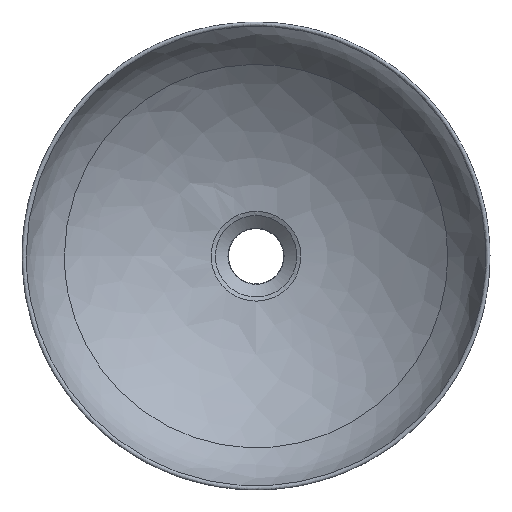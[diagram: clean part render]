
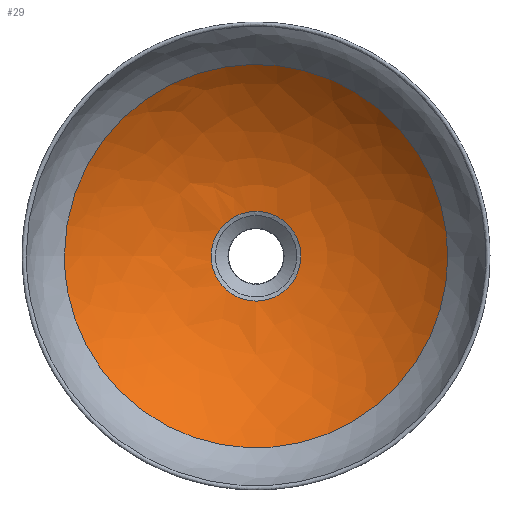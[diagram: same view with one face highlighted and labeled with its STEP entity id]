
A CAD part, top view. The second image highlights one B-rep face of the part: STEP entity #29.
In plain terms, the highlighted free-form (B-spline) face has degree [3, 2] with [4, 9] control points.
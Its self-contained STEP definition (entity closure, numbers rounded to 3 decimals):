
#29=ADVANCED_FACE('',(#50),#282,.T.);
#50=FACE_OUTER_BOUND('',#71,.T.);
#71=EDGE_LOOP('',(#137,#138,#139,#140));
#137=ORIENTED_EDGE('',*,*,#193,.T.);
#138=ORIENTED_EDGE('',*,*,#180,.F.);
#139=ORIENTED_EDGE('',*,*,#193,.F.);
#140=ORIENTED_EDGE('',*,*,#192,.T.);
#180=EDGE_CURVE('',#255,#255,#226,.T.);
#192=EDGE_CURVE('',#262,#262,#236,.T.);
#193=EDGE_CURVE('',#262,#255,#237,.T.);
#226=(
BOUNDED_CURVE()
B_SPLINE_CURVE(2,(#1061,#1062,#1063,#1064,#1065,#1066,#1067,#1068,#1069),
 .UNSPECIFIED.,.T.,.F.)
B_SPLINE_CURVE_WITH_KNOTS((3,2,2,2,3),(-1202.575,-901.931,
-601.287,-300.644,0.),.UNSPECIFIED.)
CURVE()
GEOMETRIC_REPRESENTATION_ITEM()
RATIONAL_B_SPLINE_CURVE((1.,0.682,0.929,0.657,
0.929,0.657,0.929,0.682,
1.))
REPRESENTATION_ITEM('')
);
#236=(
BOUNDED_CURVE()
B_SPLINE_CURVE(2,(#1132,#1133,#1134,#1135,#1136,#1137,#1138,#1139,#1140),
 .UNSPECIFIED.,.T.,.F.)
B_SPLINE_CURVE_WITH_KNOTS((3,2,2,2,3),(-234.706,-176.03,
-117.353,-58.677,0.),.UNSPECIFIED.)
CURVE()
GEOMETRIC_REPRESENTATION_ITEM()
RATIONAL_B_SPLINE_CURVE((1.,0.707,1.,0.707,1.,0.707,
1.,0.707,1.))
REPRESENTATION_ITEM('')
);
#237=(
BOUNDED_CURVE()
B_SPLINE_CURVE(3,(#1141,#1142,#1143,#1144),.UNSPECIFIED.,.F.,.F.)
B_SPLINE_CURVE_WITH_KNOTS((4,4),(78.73,207.542),
 .UNSPECIFIED.)
CURVE()
GEOMETRIC_REPRESENTATION_ITEM()
RATIONAL_B_SPLINE_CURVE((1.,0.975,0.976,1.))
REPRESENTATION_ITEM('')
);
#255=VERTEX_POINT('',#928);
#262=VERTEX_POINT('',#935);
#282=(
BOUNDED_SURFACE()
B_SPLINE_SURFACE(3,2,((#764,#765,#766,#767,#768,#769,#770,#771,#772),(#773,
#774,#775,#776,#777,#778,#779,#780,#781),(#782,#783,#784,#785,#786,#787,
#788,#789,#790),(#791,#792,#793,#794,#795,#796,#797,#798,#799)),
 .UNSPECIFIED.,.F.,.F.,.F.)
B_SPLINE_SURFACE_WITH_KNOTS((4,4),(3,2,2,2,3),(78.73,207.542),
(0.,250.703,501.405,752.108,1002.81),
 .UNSPECIFIED.)
GEOMETRIC_REPRESENTATION_ITEM()
RATIONAL_B_SPLINE_SURFACE(((0.999,0.707,0.999,
0.707,0.999,0.707,0.999,
0.707,0.999),(0.978,0.692,
0.978,0.692,0.978,0.692,
0.978,0.692,0.978),(0.982,
0.694,0.982,0.694,0.982,
0.694,0.982,0.694,0.982),
(1.01,0.714,1.01,0.714,
1.01,0.714,1.01,0.714,1.01)))
REPRESENTATION_ITEM('')
SURFACE()
);
#764=CARTESIAN_POINT('',(12046.961,1341.326,-4215.425));
#765=CARTESIAN_POINT('',(12046.961,1303.971,-4215.425));
#766=CARTESIAN_POINT('',(12084.316,1303.971,-4215.425));
#767=CARTESIAN_POINT('',(12121.67,1303.971,-4215.425));
#768=CARTESIAN_POINT('',(12121.67,1341.326,-4215.425));
#769=CARTESIAN_POINT('',(12121.67,1378.681,-4215.425));
#770=CARTESIAN_POINT('',(12084.315,1378.681,-4215.425));
#771=CARTESIAN_POINT('',(12046.961,1378.681,-4215.425));
#772=CARTESIAN_POINT('',(12046.961,1341.326,-4215.425));
#773=CARTESIAN_POINT('',(12003.535,1341.326,-4213.314));
#774=CARTESIAN_POINT('',(12003.535,1260.546,-4213.314));
#775=CARTESIAN_POINT('',(12084.316,1260.546,-4213.314));
#776=CARTESIAN_POINT('',(12165.096,1260.546,-4213.314));
#777=CARTESIAN_POINT('',(12165.096,1341.326,-4213.314));
#778=CARTESIAN_POINT('',(12165.096,1422.107,-4213.314));
#779=CARTESIAN_POINT('',(12084.315,1422.106,-4213.314));
#780=CARTESIAN_POINT('',(12003.535,1422.106,-4213.314));
#781=CARTESIAN_POINT('',(12003.535,1341.326,-4213.314));
#782=CARTESIAN_POINT('',(11952.189,1341.326,-4185.22));
#783=CARTESIAN_POINT('',(11952.189,1209.2,-4185.22));
#784=CARTESIAN_POINT('',(12084.315,1209.2,-4185.22));
#785=CARTESIAN_POINT('',(12216.442,1209.199,-4185.22));
#786=CARTESIAN_POINT('',(12216.442,1341.326,-4185.22));
#787=CARTESIAN_POINT('',(12216.442,1473.452,-4185.22));
#788=CARTESIAN_POINT('',(12084.316,1473.453,-4185.22));
#789=CARTESIAN_POINT('',(11952.189,1473.453,-4185.22));
#790=CARTESIAN_POINT('',(11952.189,1341.326,-4185.22));
#791=CARTESIAN_POINT('',(11924.713,1341.326,-4158.76));
#792=CARTESIAN_POINT('',(11924.713,1181.724,-4158.76));
#793=CARTESIAN_POINT('',(12084.315,1181.724,-4158.76));
#794=CARTESIAN_POINT('',(12243.918,1181.724,-4158.76));
#795=CARTESIAN_POINT('',(12243.918,1341.326,-4158.76));
#796=CARTESIAN_POINT('',(12243.918,1500.928,-4158.76));
#797=CARTESIAN_POINT('',(12084.316,1500.928,-4158.76));
#798=CARTESIAN_POINT('',(11924.713,1500.928,-4158.76));
#799=CARTESIAN_POINT('',(11924.713,1341.326,-4158.76));
#928=CARTESIAN_POINT('',(11924.713,1341.326,-4158.76));
#935=CARTESIAN_POINT('',(12046.961,1341.326,-4215.425));
#1061=CARTESIAN_POINT('',(11924.713,1341.326,-4158.76));
#1062=CARTESIAN_POINT('',(11924.713,1500.928,-4158.76));
#1063=CARTESIAN_POINT('',(12084.316,1500.928,-4158.76));
#1064=CARTESIAN_POINT('',(12243.918,1500.928,-4158.76));
#1065=CARTESIAN_POINT('',(12243.918,1341.326,-4158.76));
#1066=CARTESIAN_POINT('',(12243.918,1181.724,-4158.76));
#1067=CARTESIAN_POINT('',(12084.315,1181.724,-4158.76));
#1068=CARTESIAN_POINT('',(11924.713,1181.724,-4158.76));
#1069=CARTESIAN_POINT('',(11924.713,1341.326,-4158.76));
#1132=CARTESIAN_POINT('',(12046.961,1341.326,-4215.425));
#1133=CARTESIAN_POINT('',(12046.961,1378.681,-4215.425));
#1134=CARTESIAN_POINT('',(12084.315,1378.681,-4215.425));
#1135=CARTESIAN_POINT('',(12121.67,1378.681,-4215.425));
#1136=CARTESIAN_POINT('',(12121.67,1341.326,-4215.425));
#1137=CARTESIAN_POINT('',(12121.67,1303.971,-4215.425));
#1138=CARTESIAN_POINT('',(12084.316,1303.971,-4215.425));
#1139=CARTESIAN_POINT('',(12046.961,1303.971,-4215.425));
#1140=CARTESIAN_POINT('',(12046.961,1341.326,-4215.425));
#1141=CARTESIAN_POINT('',(12046.961,1341.326,-4215.425));
#1142=CARTESIAN_POINT('',(12003.535,1341.326,-4213.314));
#1143=CARTESIAN_POINT('',(11952.189,1341.326,-4185.22));
#1144=CARTESIAN_POINT('',(11924.713,1341.326,-4158.76));
